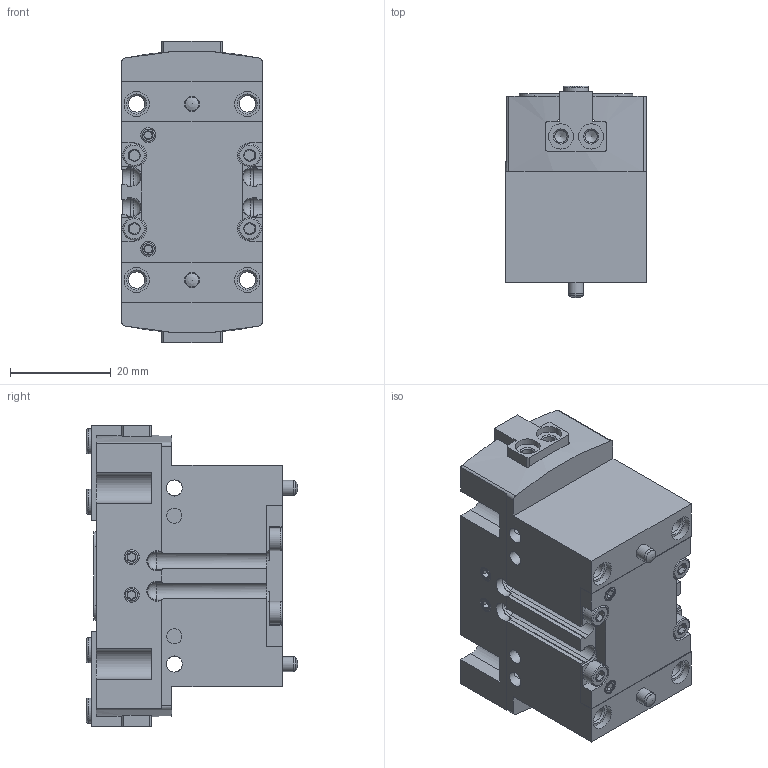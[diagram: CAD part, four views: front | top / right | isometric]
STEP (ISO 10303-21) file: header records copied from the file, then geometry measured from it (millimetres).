
FILE_DESCRIPTION(/* description */ ('STEP AP214'),/* implementation_level */ '2;1');
FILE_NAME(/* name */ '560202_HGPT-20-A-B-F-G1',/* time_stamp */ '2024-08-29T07:16:14+02:00',/* author */ ('License CC BY-ND 4.0'),/* organization */ ('CADENAS'),/* preprocessor_version */ 'ST-DEVELOPER v19.3',/* originating_system */ 'PARTsolutions',/* authorisation */ ' ');
FILE_SCHEMA (('AUTOMOTIVE_DESIGN {1 0 10303 214 3 1 1}'));
Length unit declared in the file: millimetre
Products named in the file (6): 560202 HGPT-20-A-B-F-G1---(0); 560202 HGPT-20-A-B-F-G1---(0)G; BBAC20890 HGPT-20-A-B; 8146543 ZBH-5-B; DIN-913 - M3x3; DIN 6325 - 3x8(F)
Assembly tree (15 placements, depth 2):
  560202 HGPT-20-A-B-F-G1---(0)
    560202 HGPT-20-A-B-F-G1---(0)G
    BBAC20890 HGPT-20-A-B  x2
    8146543 ZBH-5-B  x4
    DIN-913 - M3x3  x6
    DIN 6325 - 3x8(F)  x2
Bounding box: 28 x 42 x 60 mm (x, y, z)
Volume: 44573.4 mm3; surface area: 18285.3 mm2
Topology: 15 solids, 15 shells, 546 faces, 1289 edges, 803 vertices
Faces by surface type: plane 298, cylinder 120, cone 106, torus 14, sphere 8
Full cylindrical faces by diameter (mm): 2.459 x14, 3 x12, 3.2 x4, 3.242 x4, 3.3 x6, 4.134 x2, 4.5 x4, 5 x14, 6 x2
Entity records: 13352 total; most frequent: CARTESIAN_POINT 2197, DIRECTION 1846, ORIENTED_EDGE 1682, EDGE_CURVE 841, AXIS2_PLACEMENT_3D 675, VERTEX_POINT 594, FACE_BOUND 541, EDGE_LOOP 531
